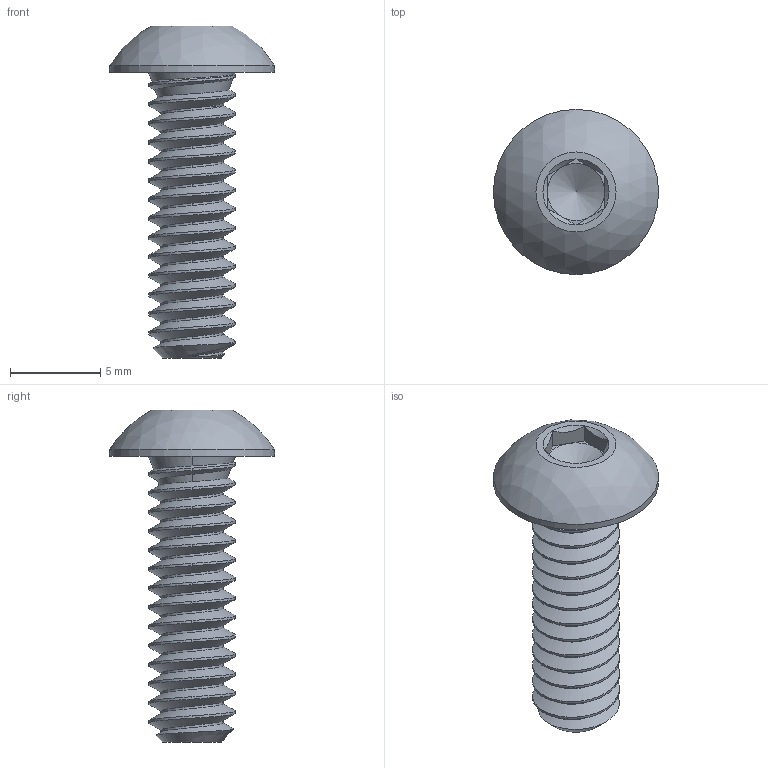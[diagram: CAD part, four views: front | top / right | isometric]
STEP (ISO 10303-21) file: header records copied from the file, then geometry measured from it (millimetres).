
FILE_DESCRIPTION(/* description */ (''),/* implementation_level */ '2;1');
FILE_NAME(/* name */ 'CutterMounts_MF104ZZ.Fasteners.97763A336.step',/* time_stamp */ '2020-09-18T12:46:14-07:00',/* author */ (''),/* organization */ (''),/* preprocessor_version */ 'ST-DEVELOPER v18.1',/* originating_system */ 'Autodesk Translation Framework v9.3.0.1241',/* authorisation */ '');
FILE_SCHEMA (('AUTOMOTIVE_DESIGN { 1 0 10303 214 3 1 1 }'));
Length unit declared in the file: inch
Products named in the file (1): 97763A336
Bounding box: 9.17 x 9.17 x 18.44 mm (x, y, z)
Volume: 325.7 mm3; surface area: 518.4 mm2
Topology: 1 solids, 1 shells, 60 faces, 148 edges, 92 vertices
Faces by surface type: cylinder 31, plane 15, cone 11, bspline 2, sphere 1
Full cylindrical faces by diameter (mm): 3.451 x13, 4.826 x13, 9.169 x1
Entity records: 4228 total; most frequent: CARTESIAN_POINT 2952, ORIENTED_EDGE 294, DIRECTION 215, EDGE_CURVE 147, VERTEX_POINT 92, AXIS2_PLACEMENT_3D 82, EDGE_LOOP 63, FACE_OUTER_BOUND 60
